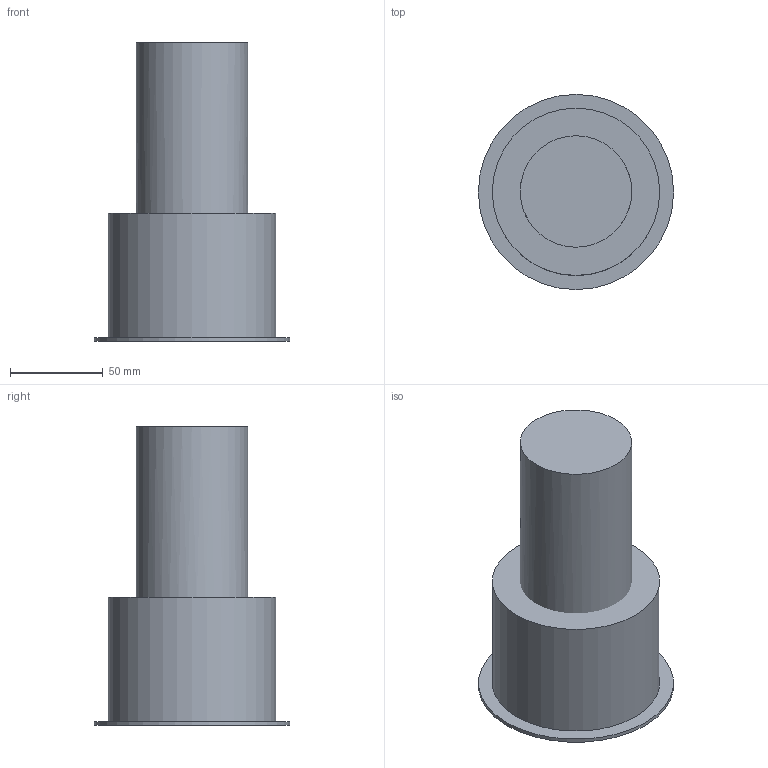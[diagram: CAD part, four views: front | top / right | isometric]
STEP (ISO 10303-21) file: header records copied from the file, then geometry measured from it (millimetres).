
FILE_DESCRIPTION(/* description */ (''),/* implementation_level */ '2;1');
FILE_NAME(/* name */ '070616__.stp',/* time_stamp */ '2019-12-09T14:52:21+01:00',/* author */ (''),/* organization */ (''),/* preprocessor_version */ 'ST-DEVELOPER v15',/* originating_system */ 'SIEMENS PLM Software NX 9.0',/* authorisation */ '');
FILE_SCHEMA (('AUTOMOTIVE_DESIGN { 1 0 10303 214 3 1 1 1 }'));
Length unit declared in the file: millimetre
Products named in the file (3): 070572_-; 070577_-; 070616_-
Assembly tree (2 placements, depth 2):
  070616_-
    070577_-
    070572_-
Bounding box: 105 x 105 x 160.6 mm (x, y, z)
Volume: 809691.7 mm3; surface area: 83337.6 mm2
Topology: 2 solids, 2 shells, 28 faces, 64 edges, 42 vertices
Faces by surface type: plane 20, cylinder 5, cone 3
Full cylindrical faces by diameter (mm): 60 x1, 63 x1, 84.5 x1, 90 x1, 105 x1
Entity records: 810 total; most frequent: DIRECTION 136, CARTESIAN_POINT 125, ORIENTED_EDGE 108, EDGE_CURVE 54, AXIS2_PLACEMENT_3D 51, EDGE_LOOP 42, VERTEX_POINT 40, LINE 34
